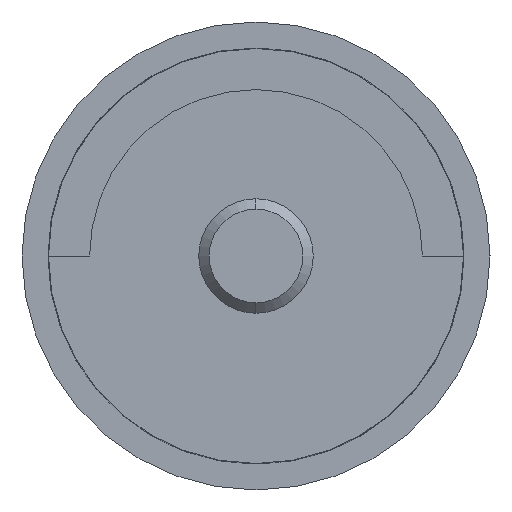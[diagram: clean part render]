
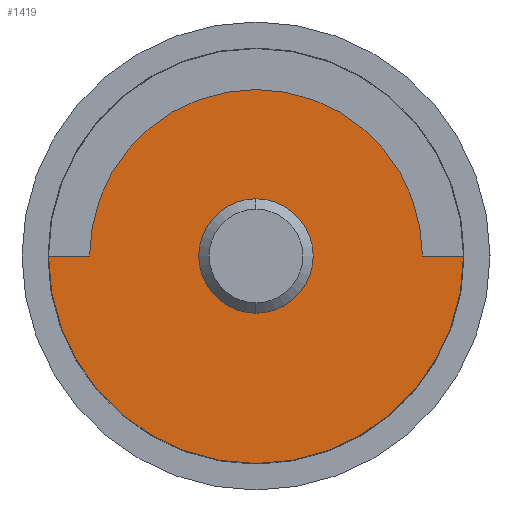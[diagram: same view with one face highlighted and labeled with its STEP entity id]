
A CAD part, left-side view. The second image highlights one B-rep face of the part: STEP entity #1419.
In plain terms, the highlighted planar face has unit normal (-1, 0, 0).
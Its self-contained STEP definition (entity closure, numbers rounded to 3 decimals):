
#24 = DIRECTION ( 'NONE',  ( 0., 1., 0. ) ) ;
#32 = VERTEX_POINT ( 'NONE', #2216 ) ;
#58 = CARTESIAN_POINT ( 'NONE',  ( -21.7, 0., -1.995 ) ) ;
#138 = EDGE_LOOP ( 'NONE', ( #636, #1871, #1717, #1789, #1411 ) ) ;
#167 = VERTEX_POINT ( 'NONE', #2279 ) ;
#187 = AXIS2_PLACEMENT_3D ( 'NONE', #2151, #2137, #2127 ) ;
#190 = AXIS2_PLACEMENT_3D ( 'NONE', #2241, #2238, #2209 ) ;
#195 = EDGE_LOOP ( 'NONE', ( #1362, #1379 ) ) ;
#208 = AXIS2_PLACEMENT_3D ( 'NONE', #2328, #2315, #967 ) ;
#246 = AXIS2_PLACEMENT_3D ( 'NONE', #649, #362, #474 ) ;
#298 = AXIS2_PLACEMENT_3D ( 'NONE', #1305, #1251, #1276 ) ;
#362 = DIRECTION ( 'NONE',  ( -1., 0., 0. ) ) ;
#438 = EDGE_CURVE ( 'NONE', #1062, #2101, #1517, .T. ) ;
#474 = DIRECTION ( 'NONE',  ( 0., 0., -1. ) ) ;
#636 = ORIENTED_EDGE ( 'NONE', *, *, #729, .T. ) ;
#642 = EDGE_CURVE ( 'NONE', #1389, #1318, #1948, .T. ) ;
#649 = CARTESIAN_POINT ( 'NONE',  ( -21.7, 0., 0. ) ) ;
#683 = CIRCLE ( 'NONE', #190, 1.995 ) ;
#729 = EDGE_CURVE ( 'NONE', #167, #32, #966, .T. ) ;
#732 = EDGE_CURVE ( 'NONE', #32, #1389, #2170, .T. ) ;
#746 = EDGE_CURVE ( 'NONE', #1318, #1752, #683, .T. ) ;
#761 = EDGE_CURVE ( 'NONE', #1752, #167, #961, .T. ) ;
#766 = EDGE_CURVE ( 'NONE', #2101, #1062, #2165, .T. ) ;
#956 = VECTOR ( 'NONE', #24, 1000. ) ;
#958 = VECTOR ( 'NONE', #2331, 1000. ) ;
#961 = LINE ( 'NONE', #2302, #958 ) ;
#966 = CIRCLE ( 'NONE', #208, 1.6 ) ;
#967 = DIRECTION ( 'NONE',  ( 0., 0., -1. ) ) ;
#1062 = VERTEX_POINT ( 'NONE', #1203 ) ;
#1093 = AXIS2_PLACEMENT_3D ( 'NONE', #2370, #2365, #2358 ) ;
#1203 = CARTESIAN_POINT ( 'NONE',  ( -21.7, 0., 0.55 ) ) ;
#1251 = DIRECTION ( 'NONE',  ( -1., 0., 0. ) ) ;
#1276 = DIRECTION ( 'NONE',  ( 0., 0., -1. ) ) ;
#1305 = CARTESIAN_POINT ( 'NONE',  ( -21.7, 0., 0. ) ) ;
#1318 = VERTEX_POINT ( 'NONE', #58 ) ;
#1362 = ORIENTED_EDGE ( 'NONE', *, *, #766, .F. ) ;
#1379 = ORIENTED_EDGE ( 'NONE', *, *, #438, .F. ) ;
#1389 = VERTEX_POINT ( 'NONE', #2013 ) ;
#1411 = ORIENTED_EDGE ( 'NONE', *, *, #761, .T. ) ;
#1419 = ADVANCED_FACE ( 'NONE', ( #1545, #1552 ), #2405, .F. ) ;
#1517 = CIRCLE ( 'NONE', #298, 0.55 ) ;
#1545 = FACE_OUTER_BOUND ( 'NONE', #138, .T. ) ;
#1552 = FACE_BOUND ( 'NONE', #195, .T. ) ;
#1717 = ORIENTED_EDGE ( 'NONE', *, *, #642, .T. ) ;
#1752 = VERTEX_POINT ( 'NONE', #2255 ) ;
#1789 = ORIENTED_EDGE ( 'NONE', *, *, #746, .T. ) ;
#1871 = ORIENTED_EDGE ( 'NONE', *, *, #732, .T. ) ;
#1948 = CIRCLE ( 'NONE', #246, 1.995 ) ;
#2013 = CARTESIAN_POINT ( 'NONE',  ( -21.7, 1.995, 0. ) ) ;
#2101 = VERTEX_POINT ( 'NONE', #2186 ) ;
#2127 = DIRECTION ( 'NONE',  ( 0., 0., -1. ) ) ;
#2137 = DIRECTION ( 'NONE',  ( -1., 0., 0. ) ) ;
#2151 = CARTESIAN_POINT ( 'NONE',  ( -21.7, 0., 0. ) ) ;
#2165 = CIRCLE ( 'NONE', #187, 0.55 ) ;
#2170 = LINE ( 'NONE', #2402, #956 ) ;
#2186 = CARTESIAN_POINT ( 'NONE',  ( -21.7, 0., -0.55 ) ) ;
#2209 = DIRECTION ( 'NONE',  ( 0., 0., -1. ) ) ;
#2216 = CARTESIAN_POINT ( 'NONE',  ( -21.7, 1.6, 0. ) ) ;
#2238 = DIRECTION ( 'NONE',  ( -1., 0., 0. ) ) ;
#2241 = CARTESIAN_POINT ( 'NONE',  ( -21.7, 0., 0. ) ) ;
#2255 = CARTESIAN_POINT ( 'NONE',  ( -21.7, -1.995, 0. ) ) ;
#2279 = CARTESIAN_POINT ( 'NONE',  ( -21.7, -1.6, 0. ) ) ;
#2302 = CARTESIAN_POINT ( 'NONE',  ( -21.7, -1.6, 0. ) ) ;
#2315 = DIRECTION ( 'NONE',  ( -1., 0., 0. ) ) ;
#2328 = CARTESIAN_POINT ( 'NONE',  ( -21.7, 0., 0. ) ) ;
#2331 = DIRECTION ( 'NONE',  ( 0., 1., 0. ) ) ;
#2358 = DIRECTION ( 'NONE',  ( 0., 0., -1. ) ) ;
#2365 = DIRECTION ( 'NONE',  ( 1., 0., 0. ) ) ;
#2370 = CARTESIAN_POINT ( 'NONE',  ( -21.7, 0., 0. ) ) ;
#2402 = CARTESIAN_POINT ( 'NONE',  ( -21.7, 1.995, 0. ) ) ;
#2405 = PLANE ( 'NONE',  #1093 ) ;
